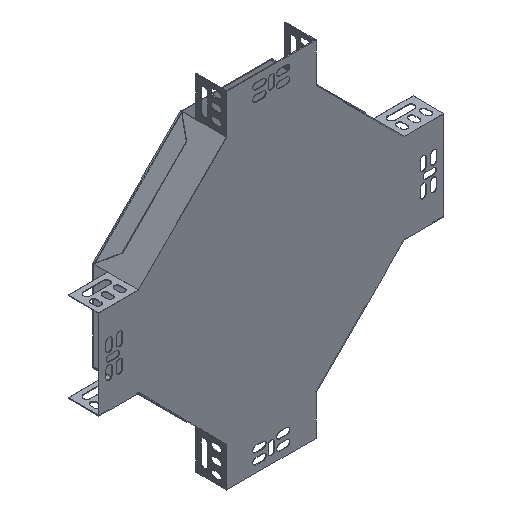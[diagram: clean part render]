
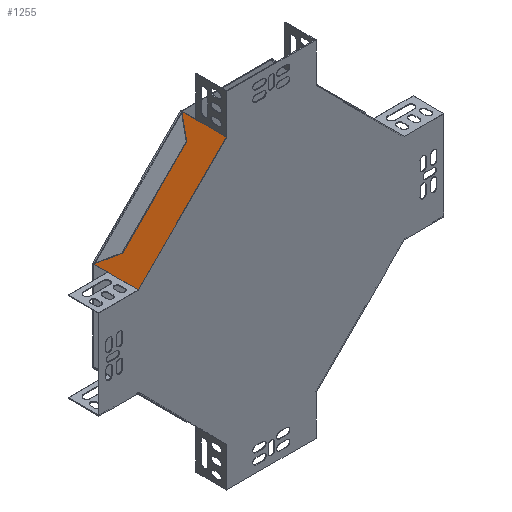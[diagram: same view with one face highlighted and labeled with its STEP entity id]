
A CAD part, isometric view. The second image highlights one B-rep face of the part: STEP entity #1255.
In plain terms, the highlighted planar face has unit normal (-0.707, 0, 0.707).
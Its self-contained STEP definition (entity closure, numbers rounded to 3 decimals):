
#226 = CARTESIAN_POINT ( 'NONE',  ( -61.365, 111.622, 141.355 ) ) ;
#259 = DIRECTION ( 'NONE',  ( 0., -1., 0. ) ) ;
#350 = CARTESIAN_POINT ( 'NONE',  ( -161.365, 112.422, 41.355 ) ) ;
#416 = DIRECTION ( 'NONE',  ( -0.707, 0., -0.707 ) ) ;
#424 = EDGE_CURVE ( 'NONE', #1702, #8235, #1039, .T. ) ;
#454 = VECTOR ( 'NONE', #5251, 1000. ) ;
#466 = LINE ( 'NONE', #7602, #454 ) ;
#980 = DIRECTION ( 'NONE',  ( 0., 1., 0. ) ) ;
#1016 = VECTOR ( 'NONE', #9505, 1000. ) ;
#1039 = LINE ( 'NONE', #3937, #1016 ) ;
#1255 = ADVANCED_FACE ( 'NONE', ( #9555 ), #5774, .F. ) ;
#1608 = EDGE_LOOP ( 'NONE', ( #3855, #3879, #3886, #4123, #4132, #4144 ) ) ;
#1702 = VERTEX_POINT ( 'NONE', #226 ) ;
#1869 = CARTESIAN_POINT ( 'NONE',  ( -61.365, 161.622, 141.355 ) ) ;
#1907 = VERTEX_POINT ( 'NONE', #7176 ) ;
#2079 = DIRECTION ( 'NONE',  ( -0.707, 0., -0.707 ) ) ;
#2482 = VECTOR ( 'NONE', #2079, 1000. ) ;
#2568 = CARTESIAN_POINT ( 'NONE',  ( -161.365, 146.622, 41.355 ) ) ;
#2601 = LINE ( 'NONE', #5184, #2482 ) ;
#3214 = VERTEX_POINT ( 'NONE', #5936 ) ;
#3426 = EDGE_CURVE ( 'NONE', #1907, #7896, #4962, .T. ) ;
#3855 = ORIENTED_EDGE ( 'NONE', *, *, #9075, .T. ) ;
#3879 = ORIENTED_EDGE ( 'NONE', *, *, #7282, .T. ) ;
#3886 = ORIENTED_EDGE ( 'NONE', *, *, #424, .F. ) ;
#3937 = CARTESIAN_POINT ( 'NONE',  ( -60.565, 111.622, 142.155 ) ) ;
#4123 = ORIENTED_EDGE ( 'NONE', *, *, #6137, .T. ) ;
#4132 = ORIENTED_EDGE ( 'NONE', *, *, #3426, .T. ) ;
#4144 = ORIENTED_EDGE ( 'NONE', *, *, #4787, .T. ) ;
#4146 = DIRECTION ( 'NONE',  ( 0., -1., 0. ) ) ;
#4787 = EDGE_CURVE ( 'NONE', #7896, #3214, #2601, .T. ) ;
#4909 = VECTOR ( 'NONE', #980, 1000. ) ;
#4934 = CARTESIAN_POINT ( 'NONE',  ( -161.365, 111.622, 41.355 ) ) ;
#4946 = CARTESIAN_POINT ( 'NONE',  ( -161.365, 112.422, 41.355 ) ) ;
#4962 = LINE ( 'NONE', #5606, #4909 ) ;
#4986 = DIRECTION ( 'NONE',  ( 0.707, 0., -0.707 ) ) ;
#5184 = CARTESIAN_POINT ( 'NONE',  ( -161.365, 161.622, 41.355 ) ) ;
#5251 = DIRECTION ( 'NONE',  ( 0., 1., 0. ) ) ;
#5606 = CARTESIAN_POINT ( 'NONE',  ( -61.365, 112.422, 141.355 ) ) ;
#5774 = PLANE ( 'NONE',  #7052 ) ;
#5875 = VECTOR ( 'NONE', #4146, 1000. ) ;
#5886 = LINE ( 'NONE', #4946, #5875 ) ;
#5936 = CARTESIAN_POINT ( 'NONE',  ( -161.365, 161.622, 41.355 ) ) ;
#6137 = EDGE_CURVE ( 'NONE', #1702, #1907, #466, .T. ) ;
#7052 = AXIS2_PLACEMENT_3D ( 'NONE', #350, #4986, #416 ) ;
#7176 = CARTESIAN_POINT ( 'NONE',  ( -61.365, 146.622, 141.355 ) ) ;
#7282 = EDGE_CURVE ( 'NONE', #10005, #8235, #9222, .T. ) ;
#7602 = CARTESIAN_POINT ( 'NONE',  ( -61.365, 112.422, 141.355 ) ) ;
#7896 = VERTEX_POINT ( 'NONE', #1869 ) ;
#8235 = VERTEX_POINT ( 'NONE', #4934 ) ;
#9075 = EDGE_CURVE ( 'NONE', #3214, #10005, #5886, .T. ) ;
#9190 = VECTOR ( 'NONE', #259, 1000. ) ;
#9222 = LINE ( 'NONE', #9541, #9190 ) ;
#9505 = DIRECTION ( 'NONE',  ( -0.707, 0., -0.707 ) ) ;
#9541 = CARTESIAN_POINT ( 'NONE',  ( -161.365, 146.622, 41.355 ) ) ;
#9555 = FACE_OUTER_BOUND ( 'NONE', #1608, .T. ) ;
#10005 = VERTEX_POINT ( 'NONE', #2568 ) ;
